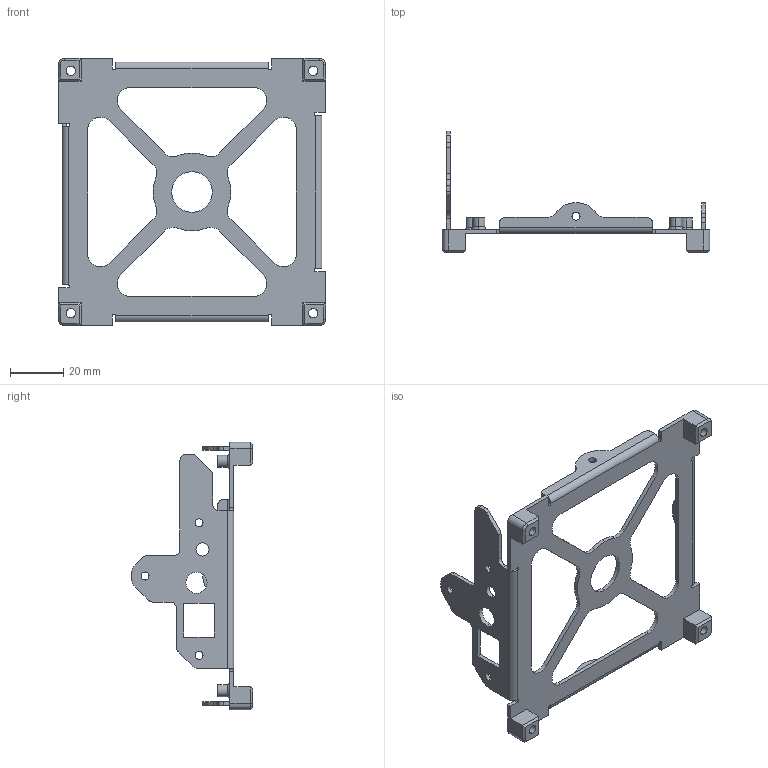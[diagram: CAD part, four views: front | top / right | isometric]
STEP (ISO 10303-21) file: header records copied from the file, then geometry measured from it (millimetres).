
FILE_DESCRIPTION (( 'STEP AP214' ), '1' );
FILE_NAME ('bottom.STEP', '2020-11-14T06:23:01', ( '' ), ( '' ), 'SwSTEP 2.0', 'SolidWorks 2020', '' );
FILE_SCHEMA (( 'AUTOMOTIVE_DESIGN' ));
Length unit declared in the file: millimetre
Products named in the file (1): bottom
Bounding box: 100 x 45.3 x 100 mm (x, y, z)
Volume: 13072.5 mm3; surface area: 18372.5 mm2
Topology: 1 solids, 1 shells, 233 faces, 640 edges, 416 vertices
Faces by surface type: cylinder 116, plane 103, torus 9, cone 4, bspline 1
Entity records: 7579 total; most frequent: DIRECTION 1361, CARTESIAN_POINT 1317, ORIENTED_EDGE 1280, EDGE_CURVE 640, AXIS2_PLACEMENT_3D 491, VERTEX_POINT 416, LINE 379, VECTOR 379
